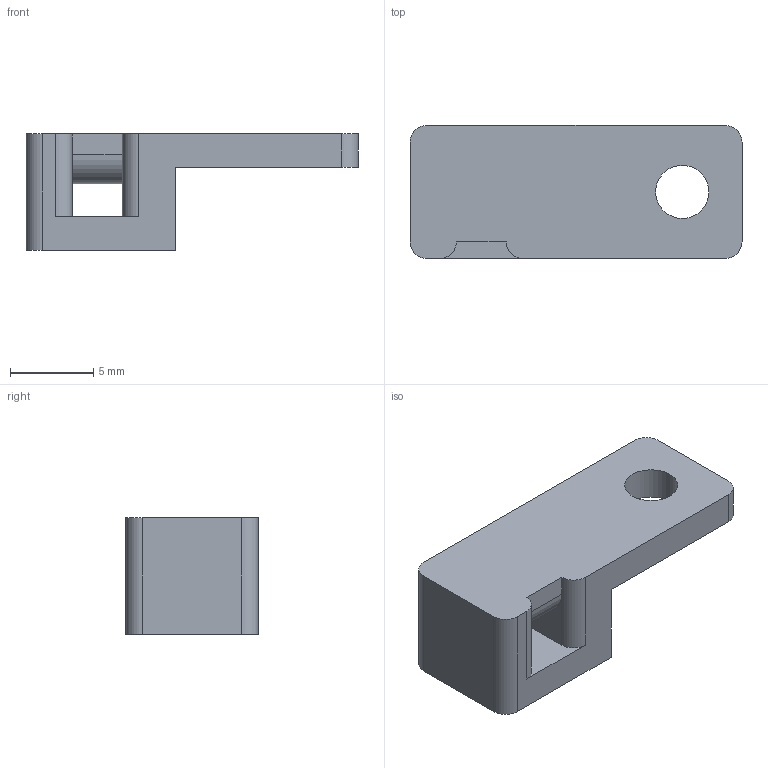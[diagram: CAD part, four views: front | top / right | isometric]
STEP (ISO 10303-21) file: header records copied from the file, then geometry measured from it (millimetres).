
FILE_DESCRIPTION(/* description */ (''),/* implementation_level */ '2;1');
FILE_NAME(/* name */ 'b_tail_mount.step',/* time_stamp */ '2022-05-12T15:44:56-07:00',/* author */ (''),/* organization */ (''),/* preprocessor_version */ 'ST-DEVELOPER v18.1',/* originating_system */ 'Autodesk Translation Framework v10.14.0.1471',/* authorisation */ '');
FILE_SCHEMA (('AUTOMOTIVE_DESIGN { 1 0 10303 214 3 1 1 }'));
Length unit declared in the file: millimetre
Products named in the file (1): b_tail_mount
Bounding box: 20 x 8 x 7 mm (x, y, z)
Volume: 597 mm3; surface area: 658.4 mm2
Topology: 1 solids, 1 shells, 22 faces, 61 edges, 40 vertices
Faces by surface type: plane 13, cylinder 9
Full cylindrical faces by diameter (mm): 3.2 x1
Entity records: 748 total; most frequent: DIRECTION 125, CARTESIAN_POINT 124, ORIENTED_EDGE 122, EDGE_CURVE 61, LINE 43, VECTOR 43, AXIS2_PLACEMENT_3D 41, VERTEX_POINT 40
